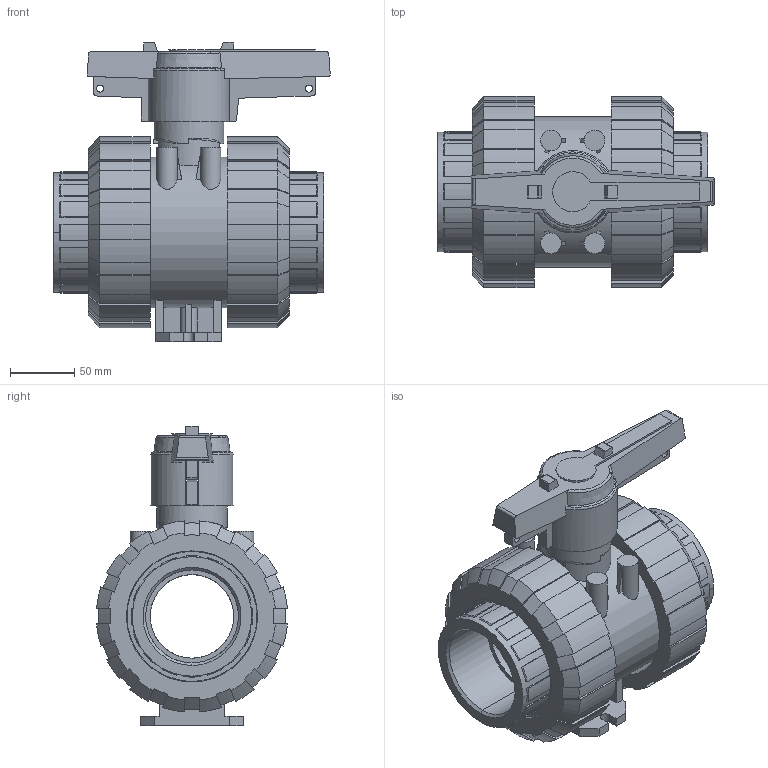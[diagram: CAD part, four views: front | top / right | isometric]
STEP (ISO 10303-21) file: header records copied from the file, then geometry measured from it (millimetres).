
FILE_DESCRIPTION((''),'2;1');
FILE_NAME('PV10053C065.stp','2022-02-15T07:57:22',('RL'),(''),'Autodesk Inventor 2012','Autodesk Inventor 2012','');
FILE_SCHEMA(('AUTOMOTIVE_DESIGN { 1 0 10303 214 1 1 1 1 }'));
Length unit declared in the file: millimetre
Products named in the file (1): PV10053C065
Bounding box: 215 x 148.54 x 232.83 mm (x, y, z)
Volume: 2135022 mm3; surface area: 351699.4 mm2
Topology: 6 solids, 6 shells, 562 faces, 1616 edges, 1078 vertices
Faces by surface type: plane 288, cylinder 134, cone 108, bspline 24, torus 8
Full cylindrical faces by diameter (mm): 5.5 x2, 16 x4, 54.7 x1, 65 x1, 102 x2, 117 x1, 123.3 x2
Entity records: 19838 total; most frequent: CARTESIAN_POINT 5500, ORIENTED_EDGE 3188, DIRECTION 2806, EDGE_CURVE 1594, VERTEX_POINT 1070, AXIS2_PLACEMENT_3D 995, VECTOR 816, LINE 816
